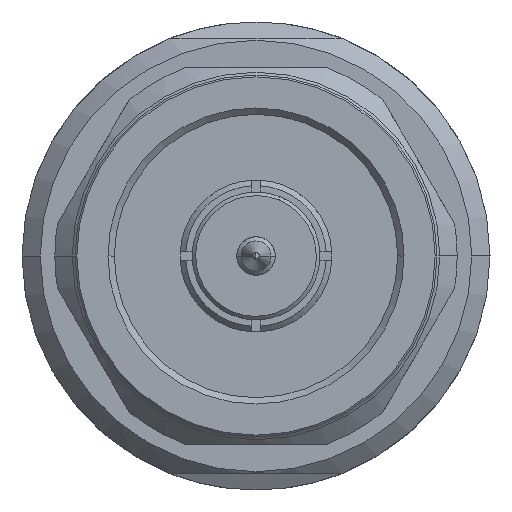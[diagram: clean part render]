
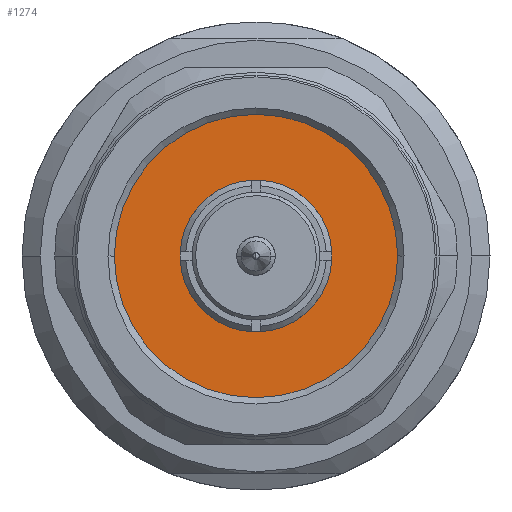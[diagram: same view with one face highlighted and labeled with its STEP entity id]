
A CAD part, left-side view. The second image highlights one B-rep face of the part: STEP entity #1274.
In plain terms, the highlighted planar face has unit normal (-1, 0, 0).
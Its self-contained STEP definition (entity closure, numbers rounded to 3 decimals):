
#33 = DIRECTION ( 'NONE',  ( 0., 0., -1. ) ) ;
#77 = EDGE_CURVE ( 'NONE', #2129, #485, #1193, .T. ) ;
#166 = DIRECTION ( 'NONE',  ( 1., 0., 0. ) ) ;
#241 = CARTESIAN_POINT ( 'NONE',  ( 8.8, 4., 0. ) ) ;
#305 = CIRCLE ( 'NONE', #4778, 4.15 ) ;
#457 = ORIENTED_EDGE ( 'NONE', *, *, #77, .F. ) ;
#485 = VERTEX_POINT ( 'NONE', #1174 ) ;
#527 = DIRECTION ( 'NONE',  ( 0., 0., -1. ) ) ;
#564 = EDGE_CURVE ( 'NONE', #485, #2129, #2771, .T. ) ;
#589 = CARTESIAN_POINT ( 'NONE',  ( 8.8, 0., 0. ) ) ;
#760 = AXIS2_PLACEMENT_3D ( 'NONE', #3059, #1194, #4570 ) ;
#1017 = CARTESIAN_POINT ( 'NONE',  ( 8.8, 4.15, 0. ) ) ;
#1154 = ORIENTED_EDGE ( 'NONE', *, *, #4846, .T. ) ;
#1174 = CARTESIAN_POINT ( 'NONE',  ( 8.8, 0., -8. ) ) ;
#1193 = CIRCLE ( 'NONE', #760, 8. ) ;
#1194 = DIRECTION ( 'NONE',  ( 1., 0., 0. ) ) ;
#1274 = ADVANCED_FACE ( 'NONE', ( #1776, #2428 ), #3612, .F. ) ;
#1562 = CIRCLE ( 'NONE', #3203, 4.15 ) ;
#1576 = CARTESIAN_POINT ( 'NONE',  ( 8.8, -4.15, 0. ) ) ;
#1585 = DIRECTION ( 'NONE',  ( 1., 0., 0. ) ) ;
#1776 = FACE_BOUND ( 'NONE', #3381, .T. ) ;
#1938 = AXIS2_PLACEMENT_3D ( 'NONE', #241, #2214, #4491 ) ;
#2019 = CARTESIAN_POINT ( 'NONE',  ( 8.8, 0., 0. ) ) ;
#2129 = VERTEX_POINT ( 'NONE', #4482 ) ;
#2214 = DIRECTION ( 'NONE',  ( 1., 0., 0. ) ) ;
#2422 = DIRECTION ( 'NONE',  ( 1., 0., 0. ) ) ;
#2428 = FACE_OUTER_BOUND ( 'NONE', #2563, .T. ) ;
#2563 = EDGE_LOOP ( 'NONE', ( #457, #4577 ) ) ;
#2771 = CIRCLE ( 'NONE', #4042, 8. ) ;
#3059 = CARTESIAN_POINT ( 'NONE',  ( 8.8, 0., 0. ) ) ;
#3203 = AXIS2_PLACEMENT_3D ( 'NONE', #589, #2422, #527 ) ;
#3277 = VERTEX_POINT ( 'NONE', #1576 ) ;
#3381 = EDGE_LOOP ( 'NONE', ( #1154, #4244 ) ) ;
#3612 = PLANE ( 'NONE',  #1938 ) ;
#3923 = DIRECTION ( 'NONE',  ( 0., 0., 1. ) ) ;
#4034 = EDGE_CURVE ( 'NONE', #3277, #4311, #305, .T. ) ;
#4042 = AXIS2_PLACEMENT_3D ( 'NONE', #2019, #166, #3923 ) ;
#4171 = CARTESIAN_POINT ( 'NONE',  ( 8.8, 0., 0. ) ) ;
#4244 = ORIENTED_EDGE ( 'NONE', *, *, #4034, .T. ) ;
#4311 = VERTEX_POINT ( 'NONE', #1017 ) ;
#4482 = CARTESIAN_POINT ( 'NONE',  ( 8.8, 0., 8. ) ) ;
#4491 = DIRECTION ( 'NONE',  ( 0., 0., -1. ) ) ;
#4570 = DIRECTION ( 'NONE',  ( 0., 0., 1. ) ) ;
#4577 = ORIENTED_EDGE ( 'NONE', *, *, #564, .F. ) ;
#4778 = AXIS2_PLACEMENT_3D ( 'NONE', #4171, #1585, #33 ) ;
#4846 = EDGE_CURVE ( 'NONE', #4311, #3277, #1562, .T. ) ;
